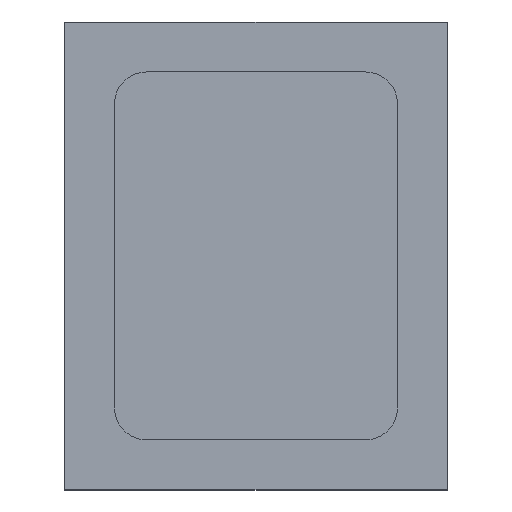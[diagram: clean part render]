
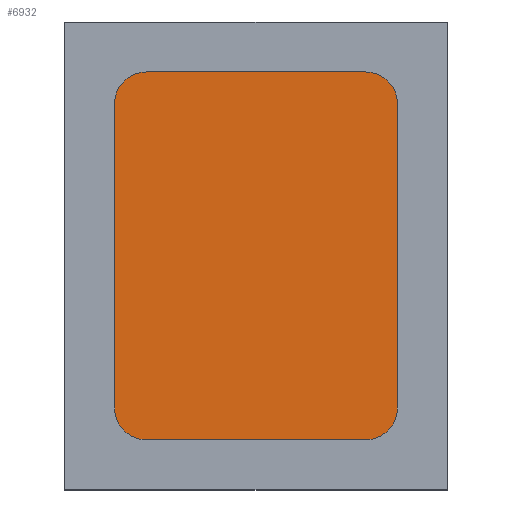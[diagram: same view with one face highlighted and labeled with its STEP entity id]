
A CAD part, top view. The second image highlights one B-rep face of the part: STEP entity #6932.
In plain terms, the highlighted planar face has unit normal (0, 0, 1).
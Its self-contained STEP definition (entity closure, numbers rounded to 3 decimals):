
#12 = ORIENTED_EDGE ( 'NONE', *, *, #1799, .T. ) ;
#51 = CARTESIAN_POINT ( 'NONE',  ( -0.515, 0.715, 0.3 ) ) ;
#124 = DIRECTION ( 'NONE',  ( 1., 0., 0. ) ) ;
#306 = CARTESIAN_POINT ( 'NONE',  ( -0.515, 0.865, 0.3 ) ) ;
#411 = ORIENTED_EDGE ( 'NONE', *, *, #1451, .T. ) ;
#522 = DIRECTION ( 'NONE',  ( 0., 0., 1. ) ) ;
#577 = DIRECTION ( 'NONE',  ( 1., 0., 0. ) ) ;
#661 = AXIS2_PLACEMENT_3D ( 'NONE', #6417, #3727, #2689 ) ;
#731 = ORIENTED_EDGE ( 'NONE', *, *, #2658, .T. ) ;
#861 = LINE ( 'NONE', #5923, #6429 ) ;
#1049 = LINE ( 'NONE', #1417, #5166 ) ;
#1116 = LINE ( 'NONE', #6371, #5324 ) ;
#1159 = DIRECTION ( 'NONE',  ( 1., 0., 0. ) ) ;
#1342 = EDGE_CURVE ( 'NONE', #5899, #6847, #1049, .T. ) ;
#1388 = AXIS2_PLACEMENT_3D ( 'NONE', #3837, #6047, #577 ) ;
#1417 = CARTESIAN_POINT ( 'NONE',  ( -0.665, 0.715, 0.3 ) ) ;
#1451 = EDGE_CURVE ( 'NONE', #3225, #6478, #1116, .T. ) ;
#1603 = CIRCLE ( 'NONE', #661, 0.15 ) ;
#1609 = DIRECTION ( 'NONE',  ( 1., 0., 0. ) ) ;
#1799 = EDGE_CURVE ( 'NONE', #6847, #3225, #6076, .T. ) ;
#1826 = CARTESIAN_POINT ( 'NONE',  ( 0.665, -0.715, 0.3 ) ) ;
#1916 = CIRCLE ( 'NONE', #2865, 0.15 ) ;
#2041 = EDGE_CURVE ( 'NONE', #5175, #5493, #6569, .T. ) ;
#2128 = CARTESIAN_POINT ( 'NONE',  ( 0.515, -0.865, 0.3 ) ) ;
#2519 = FACE_OUTER_BOUND ( 'NONE', #3954, .T. ) ;
#2570 = DIRECTION ( 'NONE',  ( 0., -1., 0. ) ) ;
#2634 = CARTESIAN_POINT ( 'NONE',  ( -0.515, -0.865, 0.3 ) ) ;
#2643 = DIRECTION ( 'NONE',  ( 0., 0., 1. ) ) ;
#2658 = EDGE_CURVE ( 'NONE', #6478, #3775, #1603, .T. ) ;
#2670 = DIRECTION ( 'NONE',  ( 0., 1., 0. ) ) ;
#2689 = DIRECTION ( 'NONE',  ( 1., 0., 0. ) ) ;
#2810 = DIRECTION ( 'NONE',  ( 1., 0., 0. ) ) ;
#2865 = AXIS2_PLACEMENT_3D ( 'NONE', #51, #3232, #1159 ) ;
#2943 = EDGE_CURVE ( 'NONE', #5493, #5899, #1916, .T. ) ;
#3225 = VERTEX_POINT ( 'NONE', #2634 ) ;
#3232 = DIRECTION ( 'NONE',  ( 0., 0., 1. ) ) ;
#3326 = CARTESIAN_POINT ( 'NONE',  ( 0.665, 0.715, 0.3 ) ) ;
#3360 = CARTESIAN_POINT ( 'NONE',  ( 0.515, 0.865, 0.3 ) ) ;
#3429 = AXIS2_PLACEMENT_3D ( 'NONE', #5559, #2643, #124 ) ;
#3437 = VECTOR ( 'NONE', #4440, 1000. ) ;
#3727 = DIRECTION ( 'NONE',  ( 0., 0., 1. ) ) ;
#3775 = VERTEX_POINT ( 'NONE', #1826 ) ;
#3837 = CARTESIAN_POINT ( 'NONE',  ( -0.515, -0.715, 0.3 ) ) ;
#3849 = AXIS2_PLACEMENT_3D ( 'NONE', #6069, #522, #2810 ) ;
#3954 = EDGE_LOOP ( 'NONE', ( #731, #5786, #4220, #4690, #6407, #4848, #12, #411 ) ) ;
#4179 = CARTESIAN_POINT ( 'NONE',  ( -0.665, -0.715, 0.3 ) ) ;
#4191 = PLANE ( 'NONE',  #3849 ) ;
#4220 = ORIENTED_EDGE ( 'NONE', *, *, #5916, .T. ) ;
#4440 = DIRECTION ( 'NONE',  ( -1., 0., 0. ) ) ;
#4690 = ORIENTED_EDGE ( 'NONE', *, *, #2041, .T. ) ;
#4848 = ORIENTED_EDGE ( 'NONE', *, *, #1342, .T. ) ;
#5140 = CIRCLE ( 'NONE', #3429, 0.15 ) ;
#5166 = VECTOR ( 'NONE', #2570, 1000. ) ;
#5175 = VERTEX_POINT ( 'NONE', #5894 ) ;
#5324 = VECTOR ( 'NONE', #1609, 1000. ) ;
#5493 = VERTEX_POINT ( 'NONE', #306 ) ;
#5559 = CARTESIAN_POINT ( 'NONE',  ( 0.515, 0.715, 0.3 ) ) ;
#5786 = ORIENTED_EDGE ( 'NONE', *, *, #6213, .T. ) ;
#5894 = CARTESIAN_POINT ( 'NONE',  ( 0.515, 0.865, 0.3 ) ) ;
#5899 = VERTEX_POINT ( 'NONE', #6415 ) ;
#5916 = EDGE_CURVE ( 'NONE', #6311, #5175, #5140, .T. ) ;
#5923 = CARTESIAN_POINT ( 'NONE',  ( 0.665, -0.715, 0.3 ) ) ;
#6047 = DIRECTION ( 'NONE',  ( 0., 0., 1. ) ) ;
#6069 = CARTESIAN_POINT ( 'NONE',  ( 0.515, -0.715, 0.3 ) ) ;
#6076 = CIRCLE ( 'NONE', #1388, 0.15 ) ;
#6213 = EDGE_CURVE ( 'NONE', #3775, #6311, #861, .T. ) ;
#6311 = VERTEX_POINT ( 'NONE', #3326 ) ;
#6371 = CARTESIAN_POINT ( 'NONE',  ( -0.515, -0.865, 0.3 ) ) ;
#6407 = ORIENTED_EDGE ( 'NONE', *, *, #2943, .T. ) ;
#6415 = CARTESIAN_POINT ( 'NONE',  ( -0.665, 0.715, 0.3 ) ) ;
#6417 = CARTESIAN_POINT ( 'NONE',  ( 0.515, -0.715, 0.3 ) ) ;
#6429 = VECTOR ( 'NONE', #2670, 1000. ) ;
#6478 = VERTEX_POINT ( 'NONE', #2128 ) ;
#6569 = LINE ( 'NONE', #3360, #3437 ) ;
#6847 = VERTEX_POINT ( 'NONE', #4179 ) ;
#6932 = ADVANCED_FACE ( 'NONE', ( #2519 ), #4191, .T. ) ;
